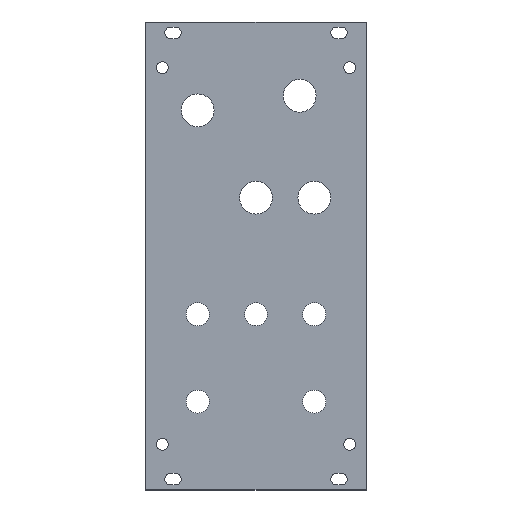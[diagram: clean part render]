
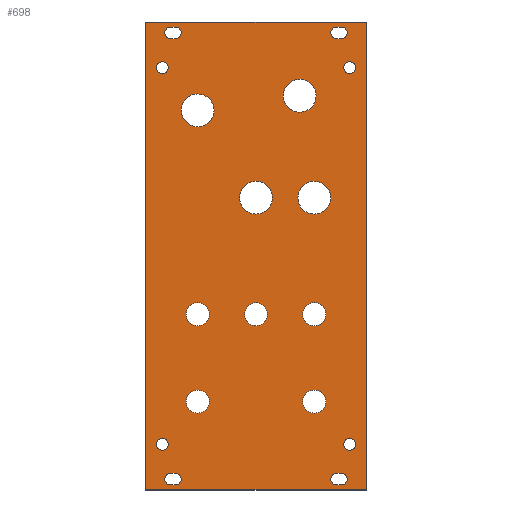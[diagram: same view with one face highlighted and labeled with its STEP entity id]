
A CAD part, top view. The second image highlights one B-rep face of the part: STEP entity #698.
In plain terms, the highlighted planar face has unit normal (0, 0, 1).
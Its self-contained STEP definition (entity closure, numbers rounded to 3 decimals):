
#24=PLANE('',#788);
#30=LINE('',#1005,#74);
#36=LINE('',#1026,#80);
#42=LINE('',#1047,#86);
#48=LINE('',#1068,#92);
#52=LINE('',#1081,#96);
#56=LINE('',#1089,#100);
#59=LINE('',#1095,#103);
#61=LINE('',#1158,#105);
#63=LINE('',#1161,#107);
#65=LINE('',#1164,#109);
#67=LINE('',#1167,#111);
#69=LINE('',#1170,#113);
#74=VECTOR('',#804,1000.);
#80=VECTOR('',#824,1000.);
#86=VECTOR('',#844,1000.);
#92=VECTOR('',#864,1000.);
#96=VECTOR('',#876,1000.);
#100=VECTOR('',#882,1000.);
#103=VECTOR('',#887,1000.);
#105=VECTOR('',#963,1000.);
#107=VECTOR('',#967,1000.);
#109=VECTOR('',#971,1000.);
#111=VECTOR('',#975,1000.);
#113=VECTOR('',#979,1000.);
#220=ORIENTED_EDGE('',*,*,#328,.F.);
#221=ORIENTED_EDGE('',*,*,#332,.T.);
#222=ORIENTED_EDGE('',*,*,#335,.T.);
#223=ORIENTED_EDGE('',*,*,#369,.F.);
#224=ORIENTED_EDGE('',*,*,#318,.F.);
#225=ORIENTED_EDGE('',*,*,#322,.T.);
#226=ORIENTED_EDGE('',*,*,#325,.F.);
#227=ORIENTED_EDGE('',*,*,#367,.F.);
#228=ORIENTED_EDGE('',*,*,#308,.F.);
#229=ORIENTED_EDGE('',*,*,#312,.F.);
#230=ORIENTED_EDGE('',*,*,#315,.F.);
#231=ORIENTED_EDGE('',*,*,#365,.T.);
#232=ORIENTED_EDGE('',*,*,#298,.F.);
#233=ORIENTED_EDGE('',*,*,#302,.F.);
#234=ORIENTED_EDGE('',*,*,#305,.F.);
#235=ORIENTED_EDGE('',*,*,#363,.T.);
#236=ORIENTED_EDGE('',*,*,#288,.F.);
#237=ORIENTED_EDGE('',*,*,#292,.F.);
#238=ORIENTED_EDGE('',*,*,#295,.F.);
#239=ORIENTED_EDGE('',*,*,#361,.T.);
#240=ORIENTED_EDGE('',*,*,#358,.F.);
#241=ORIENTED_EDGE('',*,*,#356,.F.);
#242=ORIENTED_EDGE('',*,*,#354,.F.);
#243=ORIENTED_EDGE('',*,*,#352,.F.);
#244=ORIENTED_EDGE('',*,*,#350,.F.);
#245=ORIENTED_EDGE('',*,*,#348,.F.);
#246=ORIENTED_EDGE('',*,*,#346,.F.);
#247=ORIENTED_EDGE('',*,*,#344,.F.);
#248=ORIENTED_EDGE('',*,*,#342,.F.);
#249=ORIENTED_EDGE('',*,*,#340,.F.);
#250=ORIENTED_EDGE('',*,*,#338,.F.);
#251=ORIENTED_EDGE('',*,*,#336,.F.);
#252=ORIENTED_EDGE('',*,*,#370,.F.);
#288=EDGE_CURVE('',#374,#375,#439,.T.);
#292=EDGE_CURVE('',#377,#374,#30,.T.);
#295=EDGE_CURVE('',#379,#377,#441,.T.);
#298=EDGE_CURVE('',#382,#383,#443,.T.);
#302=EDGE_CURVE('',#385,#382,#36,.T.);
#305=EDGE_CURVE('',#387,#385,#445,.T.);
#308=EDGE_CURVE('',#390,#391,#447,.T.);
#312=EDGE_CURVE('',#393,#390,#42,.T.);
#315=EDGE_CURVE('',#395,#393,#449,.T.);
#318=EDGE_CURVE('',#398,#399,#451,.T.);
#322=EDGE_CURVE('',#398,#401,#48,.T.);
#325=EDGE_CURVE('',#403,#401,#453,.T.);
#328=EDGE_CURVE('',#406,#407,#52,.T.);
#332=EDGE_CURVE('',#406,#409,#56,.T.);
#335=EDGE_CURVE('',#409,#411,#59,.T.);
#336=EDGE_CURVE('',#412,#412,#454,.T.);
#338=EDGE_CURVE('',#414,#414,#456,.T.);
#340=EDGE_CURVE('',#416,#416,#458,.T.);
#342=EDGE_CURVE('',#418,#418,#460,.T.);
#344=EDGE_CURVE('',#420,#420,#462,.T.);
#346=EDGE_CURVE('',#422,#422,#464,.T.);
#348=EDGE_CURVE('',#424,#424,#466,.T.);
#350=EDGE_CURVE('',#426,#426,#468,.T.);
#352=EDGE_CURVE('',#428,#428,#470,.T.);
#354=EDGE_CURVE('',#430,#430,#472,.T.);
#356=EDGE_CURVE('',#432,#432,#474,.T.);
#358=EDGE_CURVE('',#434,#434,#476,.T.);
#361=EDGE_CURVE('',#379,#375,#61,.T.);
#363=EDGE_CURVE('',#387,#383,#63,.T.);
#365=EDGE_CURVE('',#395,#391,#65,.T.);
#367=EDGE_CURVE('',#399,#403,#67,.T.);
#369=EDGE_CURVE('',#407,#411,#69,.T.);
#370=EDGE_CURVE('',#436,#436,#478,.T.);
#374=VERTEX_POINT('',#996);
#375=VERTEX_POINT('',#998);
#377=VERTEX_POINT('',#1004);
#379=VERTEX_POINT('',#1010);
#382=VERTEX_POINT('',#1017);
#383=VERTEX_POINT('',#1019);
#385=VERTEX_POINT('',#1025);
#387=VERTEX_POINT('',#1031);
#390=VERTEX_POINT('',#1038);
#391=VERTEX_POINT('',#1040);
#393=VERTEX_POINT('',#1046);
#395=VERTEX_POINT('',#1052);
#398=VERTEX_POINT('',#1059);
#399=VERTEX_POINT('',#1061);
#401=VERTEX_POINT('',#1067);
#403=VERTEX_POINT('',#1073);
#406=VERTEX_POINT('',#1080);
#407=VERTEX_POINT('',#1082);
#409=VERTEX_POINT('',#1088);
#411=VERTEX_POINT('',#1094);
#412=VERTEX_POINT('',#1098);
#414=VERTEX_POINT('',#1103);
#416=VERTEX_POINT('',#1108);
#418=VERTEX_POINT('',#1113);
#420=VERTEX_POINT('',#1118);
#422=VERTEX_POINT('',#1123);
#424=VERTEX_POINT('',#1128);
#426=VERTEX_POINT('',#1133);
#428=VERTEX_POINT('',#1138);
#430=VERTEX_POINT('',#1143);
#432=VERTEX_POINT('',#1148);
#434=VERTEX_POINT('',#1153);
#436=VERTEX_POINT('',#1173);
#439=CIRCLE('',#715,1.6);
#441=CIRCLE('',#719,1.6);
#443=CIRCLE('',#722,1.6);
#445=CIRCLE('',#726,1.6);
#447=CIRCLE('',#729,1.6);
#449=CIRCLE('',#733,1.6);
#451=CIRCLE('',#736,1.6);
#453=CIRCLE('',#740,1.6);
#454=CIRCLE('',#745,4.5);
#456=CIRCLE('',#748,3.15);
#458=CIRCLE('',#751,3.15);
#460=CIRCLE('',#754,3.15);
#462=CIRCLE('',#757,3.15);
#464=CIRCLE('',#760,3.15);
#466=CIRCLE('',#763,4.5);
#468=CIRCLE('',#766,4.5);
#470=CIRCLE('',#769,1.6);
#472=CIRCLE('',#772,1.6);
#474=CIRCLE('',#775,1.6);
#476=CIRCLE('',#778,1.6);
#478=CIRCLE('',#786,4.5);
#526=EDGE_LOOP('',(#220,#221,#222,#223));
#527=EDGE_LOOP('',(#224,#225,#226,#227));
#528=EDGE_LOOP('',(#228,#229,#230,#231));
#529=EDGE_LOOP('',(#232,#233,#234,#235));
#530=EDGE_LOOP('',(#236,#237,#238,#239));
#531=EDGE_LOOP('',(#240));
#532=EDGE_LOOP('',(#241));
#533=EDGE_LOOP('',(#242));
#534=EDGE_LOOP('',(#243));
#535=EDGE_LOOP('',(#244));
#536=EDGE_LOOP('',(#245));
#537=EDGE_LOOP('',(#246));
#538=EDGE_LOOP('',(#247));
#539=EDGE_LOOP('',(#248));
#540=EDGE_LOOP('',(#249));
#541=EDGE_LOOP('',(#250));
#542=EDGE_LOOP('',(#251));
#543=EDGE_LOOP('',(#252));
#608=FACE_BOUND('',#526,.T.);
#609=FACE_BOUND('',#527,.T.);
#610=FACE_BOUND('',#528,.T.);
#611=FACE_BOUND('',#529,.T.);
#612=FACE_BOUND('',#530,.T.);
#613=FACE_BOUND('',#531,.T.);
#614=FACE_BOUND('',#532,.T.);
#615=FACE_BOUND('',#533,.T.);
#616=FACE_BOUND('',#534,.T.);
#617=FACE_BOUND('',#535,.T.);
#618=FACE_BOUND('',#536,.T.);
#619=FACE_BOUND('',#537,.T.);
#620=FACE_BOUND('',#538,.T.);
#621=FACE_BOUND('',#539,.T.);
#622=FACE_BOUND('',#540,.T.);
#623=FACE_BOUND('',#541,.T.);
#624=FACE_BOUND('',#542,.T.);
#625=FACE_BOUND('',#543,.T.);
#698=ADVANCED_FACE('',(#608,#609,#610,#611,#612,#613,#614,#615,#616,#617,
#618,#619,#620,#621,#622,#623,#624,#625),#24,.T.);
#715=AXIS2_PLACEMENT_3D('',#997,#797,#798);
#719=AXIS2_PLACEMENT_3D('',#1011,#810,#811);
#722=AXIS2_PLACEMENT_3D('',#1018,#817,#818);
#726=AXIS2_PLACEMENT_3D('',#1032,#830,#831);
#729=AXIS2_PLACEMENT_3D('',#1039,#837,#838);
#733=AXIS2_PLACEMENT_3D('',#1053,#850,#851);
#736=AXIS2_PLACEMENT_3D('',#1060,#857,#858);
#740=AXIS2_PLACEMENT_3D('',#1074,#870,#871);
#745=AXIS2_PLACEMENT_3D('',#1097,#890,#891);
#748=AXIS2_PLACEMENT_3D('',#1102,#896,#897);
#751=AXIS2_PLACEMENT_3D('',#1107,#902,#903);
#754=AXIS2_PLACEMENT_3D('',#1112,#908,#909);
#757=AXIS2_PLACEMENT_3D('',#1117,#914,#915);
#760=AXIS2_PLACEMENT_3D('',#1122,#920,#921);
#763=AXIS2_PLACEMENT_3D('',#1127,#926,#927);
#766=AXIS2_PLACEMENT_3D('',#1132,#932,#933);
#769=AXIS2_PLACEMENT_3D('',#1137,#938,#939);
#772=AXIS2_PLACEMENT_3D('',#1142,#944,#945);
#775=AXIS2_PLACEMENT_3D('',#1147,#950,#951);
#778=AXIS2_PLACEMENT_3D('',#1152,#956,#957);
#786=AXIS2_PLACEMENT_3D('',#1172,#982,#983);
#788=AXIS2_PLACEMENT_3D('',#1176,#986,#987);
#797=DIRECTION('',(0.,0.,1.));
#798=DIRECTION('',(1.,0.,0.));
#804=DIRECTION('',(-1.,0.,0.));
#810=DIRECTION('',(0.,0.,1.));
#811=DIRECTION('',(1.,0.,0.));
#817=DIRECTION('',(0.,0.,1.));
#818=DIRECTION('',(1.,0.,0.));
#824=DIRECTION('',(-1.,0.,0.));
#830=DIRECTION('',(0.,0.,1.));
#831=DIRECTION('',(1.,0.,0.));
#837=DIRECTION('',(0.,0.,1.));
#838=DIRECTION('',(1.,0.,0.));
#844=DIRECTION('',(1.,0.,0.));
#850=DIRECTION('',(0.,0.,1.));
#851=DIRECTION('',(1.,0.,0.));
#857=DIRECTION('',(0.,0.,1.));
#858=DIRECTION('',(1.,0.,0.));
#864=DIRECTION('',(-1.,0.,0.));
#870=DIRECTION('',(0.,0.,1.));
#871=DIRECTION('',(1.,0.,0.));
#876=DIRECTION('',(0.,1.,0.));
#882=DIRECTION('',(1.,0.,0.));
#887=DIRECTION('',(0.,1.,0.));
#890=DIRECTION('',(0.,0.,1.));
#891=DIRECTION('',(1.,0.,0.));
#896=DIRECTION('',(0.,0.,1.));
#897=DIRECTION('',(1.,0.,0.));
#902=DIRECTION('',(0.,0.,1.));
#903=DIRECTION('',(1.,0.,0.));
#908=DIRECTION('',(0.,0.,1.));
#909=DIRECTION('',(1.,0.,0.));
#914=DIRECTION('',(0.,0.,1.));
#915=DIRECTION('',(1.,0.,0.));
#920=DIRECTION('',(0.,0.,1.));
#921=DIRECTION('',(1.,0.,0.));
#926=DIRECTION('',(0.,0.,1.));
#927=DIRECTION('',(1.,0.,0.));
#932=DIRECTION('',(0.,0.,1.));
#933=DIRECTION('',(1.,0.,0.));
#938=DIRECTION('',(0.,0.,1.));
#939=DIRECTION('',(1.,0.,0.));
#944=DIRECTION('',(0.,0.,1.));
#945=DIRECTION('',(1.,0.,0.));
#950=DIRECTION('',(0.,0.,1.));
#951=DIRECTION('',(1.,0.,0.));
#956=DIRECTION('',(0.,0.,1.));
#957=DIRECTION('',(1.,0.,0.));
#963=DIRECTION('',(-1.,0.,0.));
#967=DIRECTION('',(-1.,0.,0.));
#971=DIRECTION('',(1.,0.,0.));
#975=DIRECTION('',(-1.,0.,0.));
#979=DIRECTION('',(1.,0.,0.));
#982=DIRECTION('',(0.,0.,1.));
#983=DIRECTION('',(1.,0.,0.));
#986=DIRECTION('',(0.,0.,1.));
#987=DIRECTION('',(1.,0.,0.));
#996=CARTESIAN_POINT('',(-23.45,-59.65,1.5));
#997=CARTESIAN_POINT('',(-23.45,-61.25,1.5));
#998=CARTESIAN_POINT('',(-23.45,-62.85,1.5));
#1004=CARTESIAN_POINT('',(-22.15,-59.65,1.5));
#1005=CARTESIAN_POINT('',(-22.8,-59.65,1.5));
#1010=CARTESIAN_POINT('',(-22.15,-62.85,1.5));
#1011=CARTESIAN_POINT('',(-22.15,-61.25,1.5));
#1017=CARTESIAN_POINT('',(22.15,-59.65,1.5));
#1018=CARTESIAN_POINT('',(22.15,-61.25,1.5));
#1019=CARTESIAN_POINT('',(22.15,-62.85,1.5));
#1025=CARTESIAN_POINT('',(23.45,-59.65,1.5));
#1026=CARTESIAN_POINT('',(22.8,-59.65,1.5));
#1031=CARTESIAN_POINT('',(23.45,-62.85,1.5));
#1032=CARTESIAN_POINT('',(23.45,-61.25,1.5));
#1038=CARTESIAN_POINT('',(23.45,59.65,1.5));
#1039=CARTESIAN_POINT('',(23.45,61.25,1.5));
#1040=CARTESIAN_POINT('',(23.45,62.85,1.5));
#1046=CARTESIAN_POINT('',(22.15,59.65,1.5));
#1047=CARTESIAN_POINT('',(22.8,59.65,1.5));
#1052=CARTESIAN_POINT('',(22.15,62.85,1.5));
#1053=CARTESIAN_POINT('',(22.15,61.25,1.5));
#1059=CARTESIAN_POINT('',(-22.15,59.65,1.5));
#1060=CARTESIAN_POINT('',(-22.15,61.25,1.5));
#1061=CARTESIAN_POINT('',(-22.15,62.85,1.5));
#1067=CARTESIAN_POINT('',(-23.45,59.65,1.5));
#1068=CARTESIAN_POINT('',(-22.8,59.65,1.5));
#1073=CARTESIAN_POINT('',(-23.45,62.85,1.5));
#1074=CARTESIAN_POINT('',(-23.45,61.25,1.5));
#1080=CARTESIAN_POINT('',(-30.3,-64.25,1.5));
#1081=CARTESIAN_POINT('',(-30.3,0.,1.5));
#1082=CARTESIAN_POINT('',(-30.3,64.25,1.5));
#1088=CARTESIAN_POINT('',(30.3,-64.25,1.5));
#1089=CARTESIAN_POINT('',(0.,-64.25,1.5));
#1094=CARTESIAN_POINT('',(30.3,64.25,1.5));
#1095=CARTESIAN_POINT('',(30.3,0.,1.5));
#1097=CARTESIAN_POINT('',(12.,44.,1.5));
#1098=CARTESIAN_POINT('',(16.5,44.,1.5));
#1102=CARTESIAN_POINT('',(16.,-40.,1.5));
#1103=CARTESIAN_POINT('',(19.15,-40.,1.5));
#1107=CARTESIAN_POINT('',(-16.,-40.,1.5));
#1108=CARTESIAN_POINT('',(-12.85,-40.,1.5));
#1112=CARTESIAN_POINT('',(16.,-16.,1.5));
#1113=CARTESIAN_POINT('',(19.15,-16.,1.5));
#1117=CARTESIAN_POINT('',(0.,-16.,1.5));
#1118=CARTESIAN_POINT('',(3.15,-16.,1.5));
#1122=CARTESIAN_POINT('',(-16.,-16.,1.5));
#1123=CARTESIAN_POINT('',(-12.85,-16.,1.5));
#1127=CARTESIAN_POINT('',(0.,16.,1.5));
#1128=CARTESIAN_POINT('',(4.5,16.,1.5));
#1132=CARTESIAN_POINT('',(16.,16.,1.5));
#1133=CARTESIAN_POINT('',(20.5,16.,1.5));
#1137=CARTESIAN_POINT('',(-25.7,-51.7,1.5));
#1138=CARTESIAN_POINT('',(-24.1,-51.7,1.5));
#1142=CARTESIAN_POINT('',(-25.7,51.7,1.5));
#1143=CARTESIAN_POINT('',(-24.1,51.7,1.5));
#1147=CARTESIAN_POINT('',(25.7,51.7,1.5));
#1148=CARTESIAN_POINT('',(27.3,51.7,1.5));
#1152=CARTESIAN_POINT('',(25.7,-51.7,1.5));
#1153=CARTESIAN_POINT('',(27.3,-51.7,1.5));
#1158=CARTESIAN_POINT('',(-22.8,-62.85,1.5));
#1161=CARTESIAN_POINT('',(22.8,-62.85,1.5));
#1164=CARTESIAN_POINT('',(22.8,62.85,1.5));
#1167=CARTESIAN_POINT('',(-22.8,62.85,1.5));
#1170=CARTESIAN_POINT('',(0.,64.25,1.5));
#1172=CARTESIAN_POINT('',(-16.,40.,1.5));
#1173=CARTESIAN_POINT('',(-11.5,40.,1.5));
#1176=CARTESIAN_POINT('',(0.,0.,1.5));
